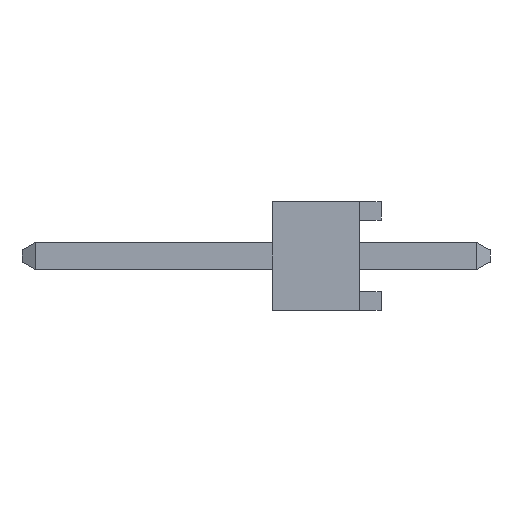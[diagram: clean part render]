
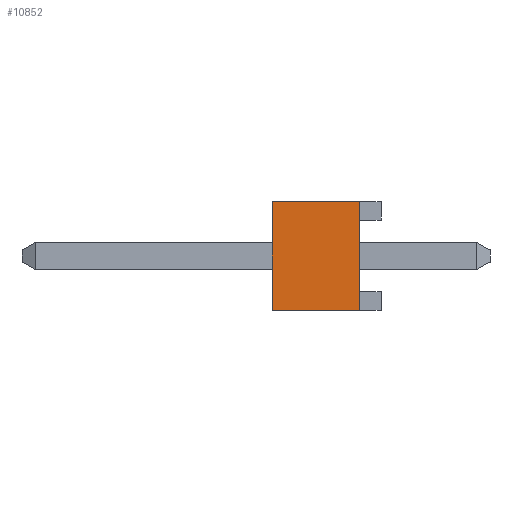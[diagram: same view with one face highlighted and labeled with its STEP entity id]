
A CAD part, left-side view. The second image highlights one B-rep face of the part: STEP entity #10852.
In plain terms, the highlighted planar face has unit normal (-1, 0, 0).
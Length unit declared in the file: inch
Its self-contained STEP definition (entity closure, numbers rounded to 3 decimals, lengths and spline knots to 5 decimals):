
#1031 = CARTESIAN_POINT ( 'NONE',  ( -0.4, 0.1, -0.05 ) ) ;
#1122 = DIRECTION ( 'NONE',  ( 0., 0., -1. ) ) ;
#1123 = VECTOR ( 'NONE', #1122, 39.37008 ) ;
#1124 = CARTESIAN_POINT ( 'NONE',  ( -0.4, 0.1, 0.05 ) ) ;
#1127 = LINE ( 'NONE', #1124, #1123 ) ;
#1144 = DIRECTION ( 'NONE',  ( 0., -1., 0. ) ) ;
#1145 = VECTOR ( 'NONE', #1144, 39.37008 ) ;
#1146 = CARTESIAN_POINT ( 'NONE',  ( -0.4, 0.1, -0.05 ) ) ;
#1147 = LINE ( 'NONE', #1146, #1145 ) ;
#1186 = CARTESIAN_POINT ( 'NONE',  ( -0.4, 0.1, 0.05 ) ) ;
#1262 = DIRECTION ( 'NONE',  ( 0., 0., -1. ) ) ;
#1263 = VECTOR ( 'NONE', #1262, 39.37008 ) ;
#1264 = CARTESIAN_POINT ( 'NONE',  ( -0.4, 0.02, 0.05 ) ) ;
#1265 = LINE ( 'NONE', #1264, #1263 ) ;
#1278 = CARTESIAN_POINT ( 'NONE',  ( -0.4, 0.02, 0.05 ) ) ;
#1279 = CARTESIAN_POINT ( 'NONE',  ( -0.4, 0.02, -0.05 ) ) ;
#1423 = DIRECTION ( 'NONE',  ( 0., -1., 0. ) ) ;
#1424 = VECTOR ( 'NONE', #1423, 39.37008 ) ;
#1425 = CARTESIAN_POINT ( 'NONE',  ( -0.4, 0.1, 0.05 ) ) ;
#1426 = LINE ( 'NONE', #1425, #1424 ) ;
#5134 = VERTEX_POINT ( 'NONE', #1031 ) ;
#5218 = EDGE_CURVE ( 'NONE', #5311, #5134, #1127, .T. ) ;
#5245 = EDGE_CURVE ( 'NONE', #5134, #5333, #1147, .T. ) ;
#5311 = VERTEX_POINT ( 'NONE', #1186 ) ;
#5328 = VERTEX_POINT ( 'NONE', #1278 ) ;
#5331 = EDGE_CURVE ( 'NONE', #5328, #5333, #1265, .T. ) ;
#5333 = VERTEX_POINT ( 'NONE', #1279 ) ;
#5406 = EDGE_CURVE ( 'NONE', #5311, #5328, #1426, .T. ) ;
#10510 = AXIS2_PLACEMENT_3D ( 'NONE', #10566, #10565, #10564 ) ;
#10511 = FACE_OUTER_BOUND ( 'NONE', #10861, .T. ) ;
#10512 = PLANE ( 'NONE',  #10510 ) ;
#10564 = DIRECTION ( 'NONE',  ( 0., 1., 0. ) ) ;
#10565 = DIRECTION ( 'NONE',  ( 1., 0., 0. ) ) ;
#10566 = CARTESIAN_POINT ( 'NONE',  ( -0.4, 0.1, 0.05 ) ) ;
#10819 = ORIENTED_EDGE ( 'NONE', *, *, #5218, .T. ) ;
#10828 = ORIENTED_EDGE ( 'NONE', *, *, #5245, .T. ) ;
#10851 = ORIENTED_EDGE ( 'NONE', *, *, #5331, .F. ) ;
#10852 = ADVANCED_FACE ( 'NONE', ( #10511 ), #10512, .F. ) ;
#10861 = EDGE_LOOP ( 'NONE', ( #10828, #10851, #10877, #10819 ) ) ;
#10877 = ORIENTED_EDGE ( 'NONE', *, *, #5406, .F. ) ;
